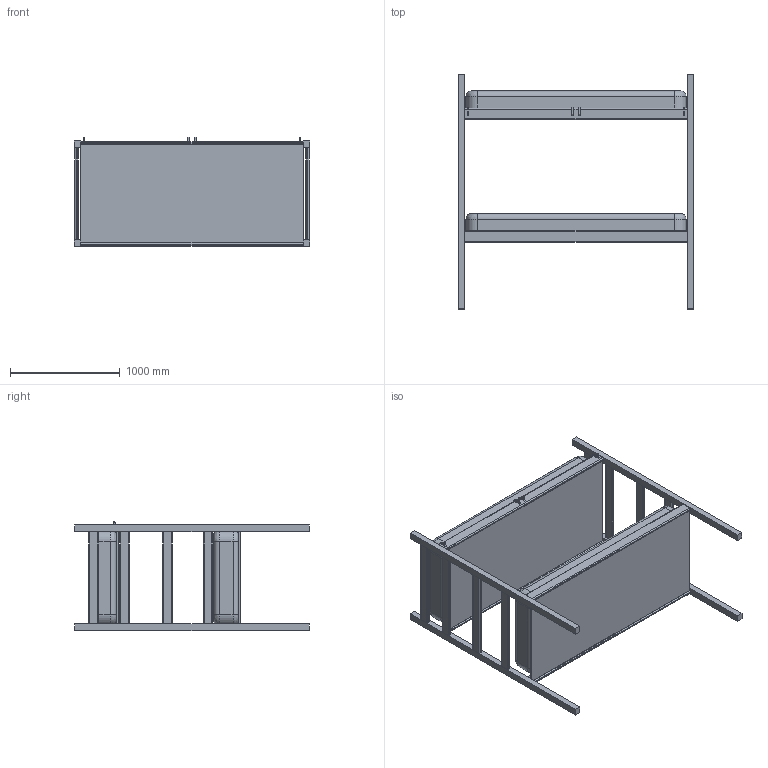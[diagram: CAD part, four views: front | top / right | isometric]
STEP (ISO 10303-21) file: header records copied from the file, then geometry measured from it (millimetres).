
FILE_DESCRIPTION(/* description */ (''),/* implementation_level */ '2;1');
FILE_NAME(/* name */ 'BedFrame.stp',/* time_stamp */ '2021-05-11T02:11:13-07:00',/* author */ ('Andrew'),/* organization */ (''),/* preprocessor_version */ 'ST-DEVELOPER v18.1',/* originating_system */ 'Autodesk Inventor 2021',/* authorisation */ '');
FILE_SCHEMA (('AUTOMOTIVE_DESIGN { 1 0 10303 214 3 1 1 }'));
Length unit declared in the file: inch
Products named in the file (7): BedFrame; BedPost; SideLong; SideShort; BedSlat; Mattress; Curtain Adapter
Assembly tree (24 placements, depth 2):
  BedFrame
    BedPost  x4
    SideLong  x4
    SideShort  x8
    BedSlat  x2
    Mattress  x2
    Curtain Adapter  x4
Bounding box: 2146.3 x 2133.6 x 998.97 mm (x, y, z)
Volume: 921680580.1 mm3; surface area: 22133156.8 mm2
Topology: 24 solids, 24 shells, 300 faces, 724 edges, 472 vertices
Faces by surface type: plane 160, cylinder 124, bspline 16
Entity records: 2789 total; most frequent: CARTESIAN_POINT 489, DIRECTION 473, ORIENTED_EDGE 382, EDGE_CURVE 191, AXIS2_PLACEMENT_3D 178, VERTEX_POINT 122, LINE 117, VECTOR 117
